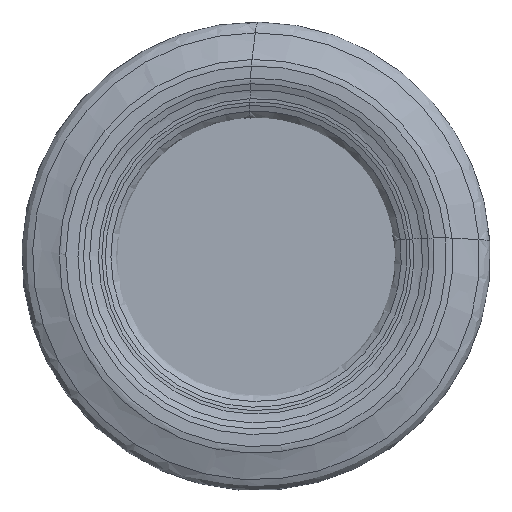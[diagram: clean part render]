
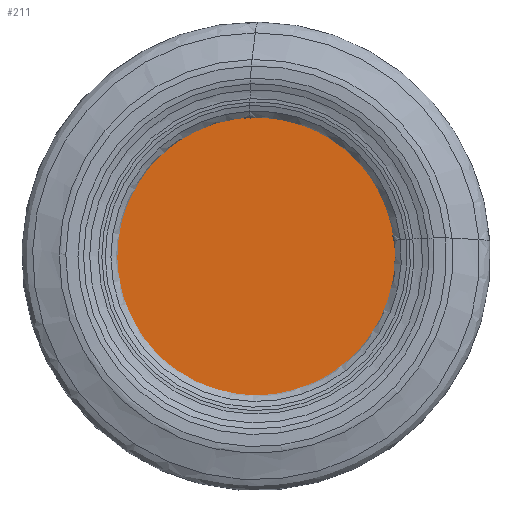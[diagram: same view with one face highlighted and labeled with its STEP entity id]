
A CAD part, left-side view. The second image highlights one B-rep face of the part: STEP entity #211.
In plain terms, the highlighted planar face has unit normal (-1, 0, 0).
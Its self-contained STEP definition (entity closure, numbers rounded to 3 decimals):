
#74=PLANE('',#1117);
#211=ADVANCED_FACE('',(#347),#74,.F.);
#347=FACE_OUTER_BOUND('',#409,.T.);
#409=EDGE_LOOP('',(#679));
#679=ORIENTED_EDGE('',*,*,#904,.T.);
#769=VERTEX_POINT('',#2672);
#904=EDGE_CURVE('',#769,#769,#1009,.T.);
#1009=CIRCLE('',#1116,20.187);
#1116=AXIS2_PLACEMENT_3D('',#2671,#1355,#1356);
#1117=AXIS2_PLACEMENT_3D('',#2673,#1357,#1358);
#1355=DIRECTION('',(-1.,0.,0.));
#1356=DIRECTION('',(0.,0.,1.));
#1357=DIRECTION('',(1.,0.,0.));
#1358=DIRECTION('',(0.,0.,-1.));
#2671=CARTESIAN_POINT('',(2.5,0.,0.));
#2672=CARTESIAN_POINT('',(2.5,0.,20.187));
#2673=CARTESIAN_POINT('',(2.5,0.,0.));
